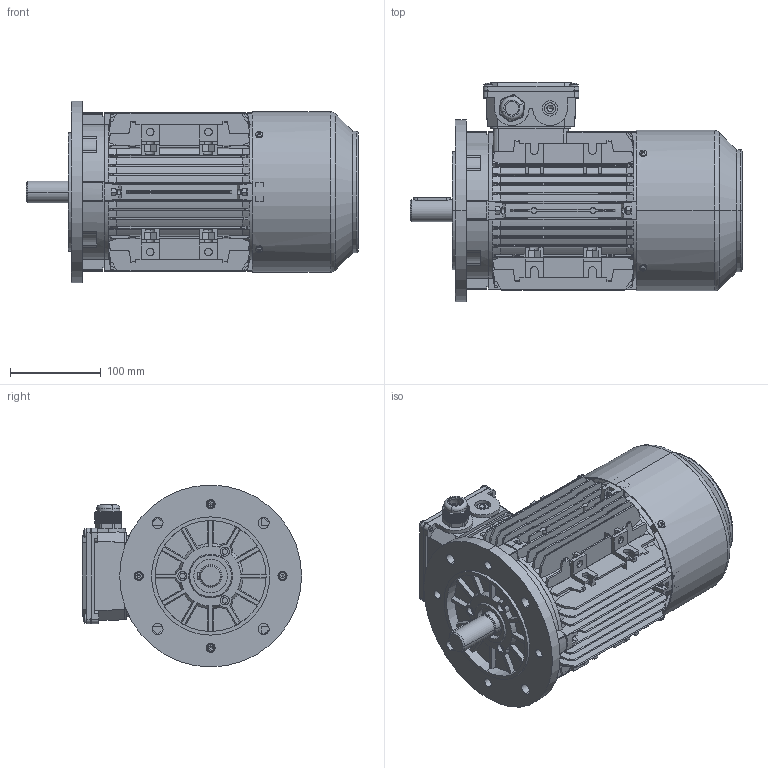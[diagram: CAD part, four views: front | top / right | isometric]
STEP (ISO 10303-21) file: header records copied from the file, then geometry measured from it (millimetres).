
FILE_DESCRIPTION (( 'STEP AP203' ), '1' );
FILE_NAME ('T90L B5(樓酗).STEP', '2018-03-21T06:48:35', ( 'Users' ), ( 'Microsoft' ), 'SwSTEP 2.0', 'SolidWorks 2008', '' );
FILE_SCHEMA (( 'CONFIG_CONTROL_DESIGN' ));
Products named in the file (15): Hexagon socket head cap screws GB_GB_FASTENER_SCREWS_HSHCS M5X25-N; Cross recessed thread forming screws GB_GB_CROSS_SCREWS_TYPE138 M4X12-N; Cross recessed thread forming screws GB_GB_CROSS_SCREWS_TYPE138 M5X12-N; TA90风罩（加长）_默认; T90加深后盖_默认; T90L B5(樓酗); T90L机壳_默认; 90风叶_默认; T90L转轴（加长）_默认; Plain parallel keys_GB_CONNECTING_PIECE_KEYS_CSK 8X40; Hexagon nuts grade C GB_GB_FASTENER_NUT_SNC1 M5-N; 80-100出线螺套_默认; 新接线盒座80-100_默认; 新接线盒盖80-100_默认; TA90B5法兰1_默认
Assembly tree (34 placements, depth 2):
  T90L B5(樓酗)
    Hexagon socket head cap screws GB_GB_FASTENER_SCREWS_HSHCS M5X25-N  x8
    Plain parallel keys_GB_CONNECTING_PIECE_KEYS_CSK 8X40
    Cross recessed thread forming screws GB_GB_CROSS_SCREWS_TYPE138 M4X12-N  x4
    Hexagon nuts grade C GB_GB_FASTENER_NUT_SNC1 M5-N  x8
    TA90B5法兰1_默认
    TA90风罩（加长）_默认
    Cross recessed thread forming screws GB_GB_CROSS_SCREWS_TYPE138 M5X12-N  x4
    T90加深后盖_默认
    新接线盒盖80-100_默认
    90风叶_默认
    T90L转轴（加长）_默认
    80-100出线螺套_默认
    新接线盒座80-100_默认
    T90L机壳_默认
Bounding box: 365 x 241 x 200 mm (x, y, z)
Volume: 1484214.1 mm3; surface area: 922179.3 mm2
Topology: 34 solids, 34 shells, 3715 faces, 10007 edges, 6438 vertices
Faces by surface type: plane 2277, cylinder 951, cone 259, torus 150, sphere 56, bspline 22
Entity records: 111563 total; most frequent: CARTESIAN_POINT 27554, ORIENTED_EDGE 17938, DIRECTION 16035, EDGE_CURVE 8969, VERTEX_POINT 5803, VECTOR 5657, LINE 5657, AXIS2_PLACEMENT_3D 5189
